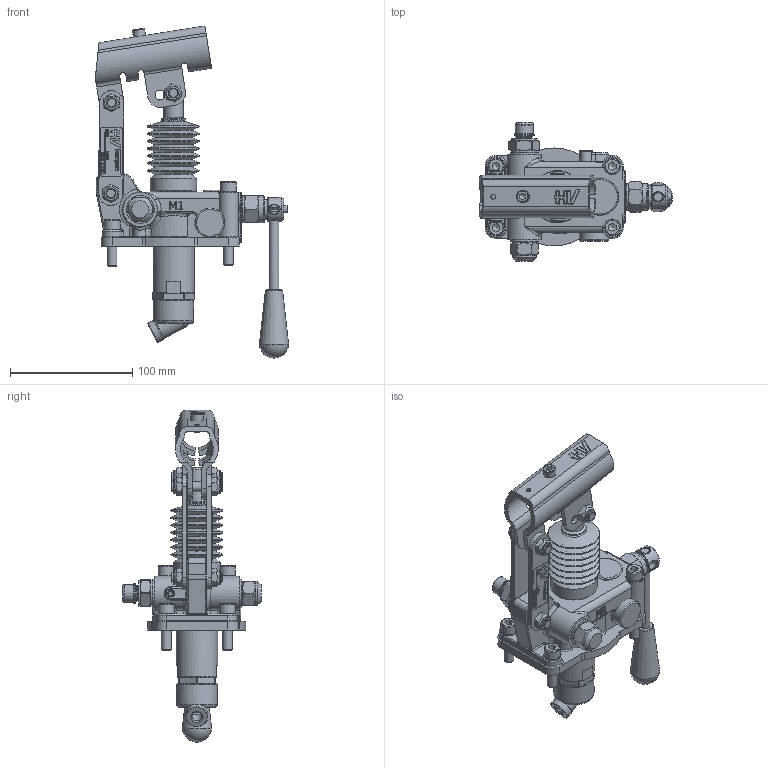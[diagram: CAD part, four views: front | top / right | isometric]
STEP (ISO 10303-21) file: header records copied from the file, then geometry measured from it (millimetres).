
FILE_DESCRIPTION((''),'2;1');
FILE_NAME('6067.0042.00.50_STEP.stp','2020-02-20T09:19:43',('Administrator'),(''),'Autodesk Inventor 2013','Autodesk Inventor 2013','');
FILE_SCHEMA(('CONFIG_CONTROL_DESIGN'));
Length unit declared in the file: millimetre
Products named in the file (1): 6067.0042.00
Bounding box: 157.9 x 113 x 271.14 mm (x, y, z)
Volume: 315371 mm3; surface area: 148834.5 mm2
Topology: 1 solids, 13 shells, 1517 faces, 3794 edges, 2389 vertices
Faces by surface type: plane 708, cylinder 341, bspline 183, cone 150, torus 121, sphere 14
Full cylindrical faces by diameter (mm): 4 x2, 4.917 x1, 5 x3, 6 x3, 7.5 x1, 8 x30, 8.5 x4, 10 x2, 11.05 x6, 12 x4, 13 x4, 13.5 x1, 14 x4, 14.5 x1, 14.95 x1, 16 x2, 16.5 x1, 18 x2, 20 x5, 20.5 x1, 21 x2, 21.8 x2, 22 x1, 23 x3, 24 x1, 28 x2, 29 x10, 33 x1, 34 x1, 38.004 x1
Entity records: 46904 total; most frequent: CARTESIAN_POINT 11885, ORIENTED_EDGE 6918, DIRECTION 6483, EDGE_CURVE 3459, AXIS2_PLACEMENT_3D 2334, VERTEX_POINT 2298, EDGE_LOOP 1899, VECTOR 1815
